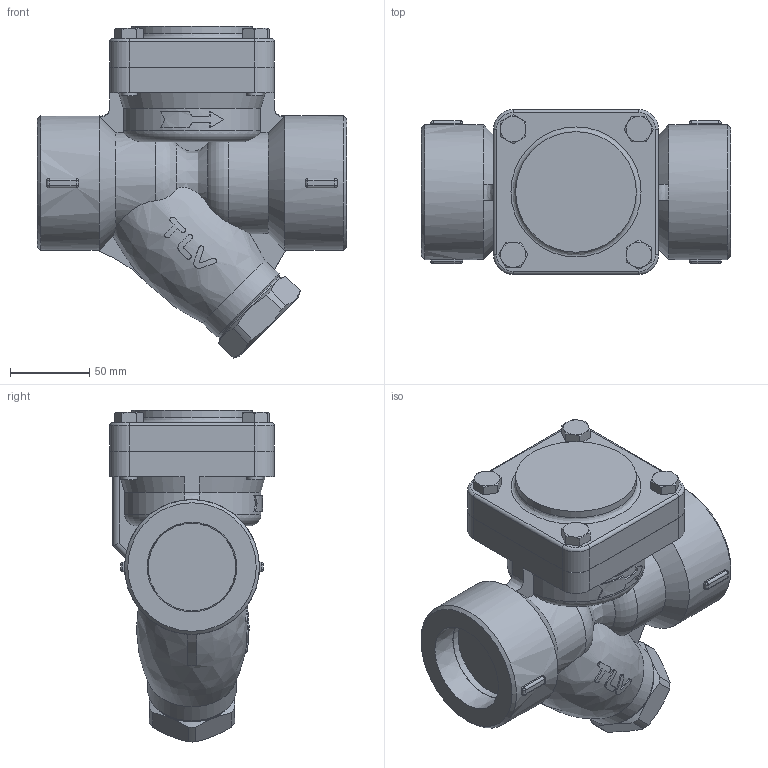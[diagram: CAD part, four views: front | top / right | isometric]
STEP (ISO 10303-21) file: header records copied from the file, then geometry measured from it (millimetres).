
FILE_DESCRIPTION((''),'2;1');
FILE_NAME('a3n00-050-screw-00.stp','2010-12-08T17:03:55',('nakaot'),(''),'Autodesk Inventor 2008','Autodesk Inventor 2008','');
FILE_SCHEMA(('AUTOMOTIVE_DESIGN { 1 0 10303 214 1 1 1 1 }'));
Length unit declared in the file: millimetre
Products named in the file (1): a3n00-050-screw-00
Bounding box: 195 x 104 x 209.29 mm (x, y, z)
Volume: 1602042.3 mm3; surface area: 141625.4 mm2
Topology: 1 solids, 1 shells, 293 faces, 736 edges, 453 vertices
Faces by surface type: plane 109, cylinder 82, bspline 43, cone 35, sphere 16, torus 8
Full cylindrical faces by diameter (mm): 10 x8, 54 x1, 55.169 x1, 56 x1, 70 x1, 76 x1, 85 x1
Entity records: 10963 total; most frequent: CARTESIAN_POINT 4625, ORIENTED_EDGE 1360, DIRECTION 1211, EDGE_CURVE 680, AXIS2_PLACEMENT_3D 473, VERTEX_POINT 441, EDGE_LOOP 357, FACE_OUTER_BOUND 293
